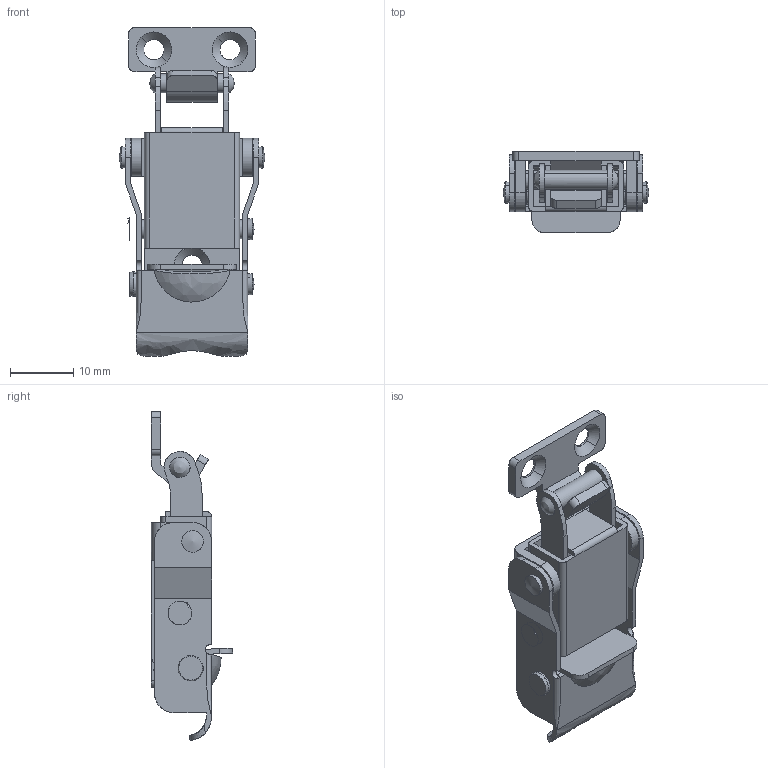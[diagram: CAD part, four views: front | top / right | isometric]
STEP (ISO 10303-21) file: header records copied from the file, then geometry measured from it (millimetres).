
FILE_DESCRIPTION((''),'2;1');
FILE_NAME('','2012-08-22T09:34:19',(''),(''),'','CADfix','');
FILE_SCHEMA(('AUTOMOTIVE_DESIGN { 1 0 10303 214 1 1 1 1 }'));
Length unit declared in the file: millimetre
Bounding box: 23 x 12.81 x 51.9 mm (x, y, z)
Volume: 2969.6 mm3; surface area: 6791.2 mm2
Topology: 7 solids, 7 shells, 259 faces, 914 edges, 678 vertices
Faces by surface type: bspline 259
Entity records: 12865 total; most frequent: CARTESIAN_POINT 7458, ORIENTED_EDGE 1824, EDGE_CURVE 912, VERTEX_POINT 678, B_SPLINE_CURVE_WITH_KNOTS 486, QUASI_UNIFORM_CURVE 426, EDGE_LOOP 300, FACE_OUTER_BOUND 258
